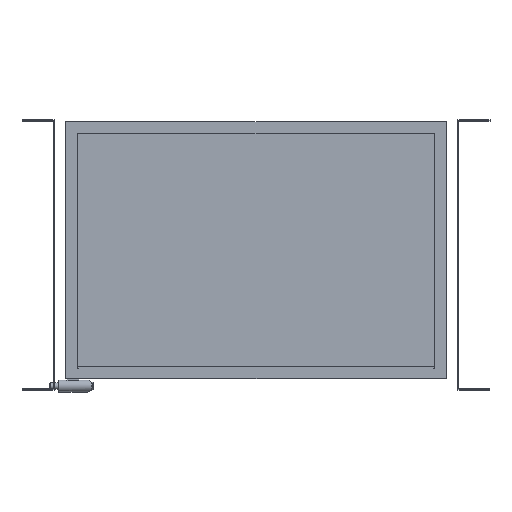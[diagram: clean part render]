
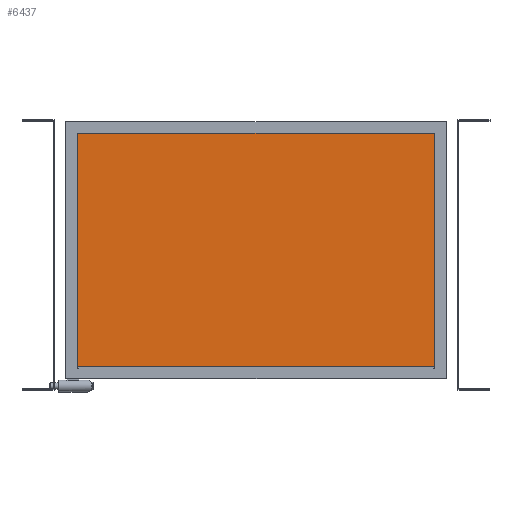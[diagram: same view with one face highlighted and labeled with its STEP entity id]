
A CAD part, top view. The second image highlights one B-rep face of the part: STEP entity #6437.
In plain terms, the highlighted planar face has unit normal (0, 0, 1).
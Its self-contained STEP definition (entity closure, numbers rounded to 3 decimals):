
#507=PLANE('',#6940);
#803=FACE_OUTER_BOUND('',#1154,.T.);
#1154=EDGE_LOOP('',(#5787,#5788,#5789,#5790));
#1792=LINE('',#11618,#2450);
#1796=LINE('',#11626,#2454);
#1799=LINE('',#11632,#2457);
#1802=LINE('',#11637,#2460);
#2450=VECTOR('',#8416,10.);
#2454=VECTOR('',#8422,10.);
#2457=VECTOR('',#8427,10.);
#2460=VECTOR('',#8432,10.);
#3183=VERTEX_POINT('',#11616);
#3184=VERTEX_POINT('',#11617);
#3187=VERTEX_POINT('',#11625);
#3189=VERTEX_POINT('',#11631);
#4086=EDGE_CURVE('',#3183,#3184,#1792,.T.);
#4090=EDGE_CURVE('',#3187,#3183,#1796,.T.);
#4093=EDGE_CURVE('',#3184,#3189,#1799,.T.);
#4096=EDGE_CURVE('',#3189,#3187,#1802,.T.);
#5787=ORIENTED_EDGE('',*,*,#4093,.T.);
#5788=ORIENTED_EDGE('',*,*,#4096,.T.);
#5789=ORIENTED_EDGE('',*,*,#4090,.T.);
#5790=ORIENTED_EDGE('',*,*,#4086,.T.);
#6437=ADVANCED_FACE('',(#803),#507,.T.);
#6940=AXIS2_PLACEMENT_3D('',#11636,#8430,#8431);
#8416=DIRECTION('',(1.,0.,0.));
#8422=DIRECTION('',(0.,-1.,0.));
#8427=DIRECTION('',(0.,1.,0.));
#8430=DIRECTION('center_axis',(0.,0.,
1.));
#8431=DIRECTION('ref_axis',(1.,0.,0.));
#8432=DIRECTION('',(-1.,0.,0.));
#11616=CARTESIAN_POINT('',(-321.,-207.75,246.));
#11617=CARTESIAN_POINT('',(321.,-207.75,246.));
#11618=CARTESIAN_POINT('',(-161.25,-207.75,246.));
#11625=CARTESIAN_POINT('',(-321.,224.25,246.));
#11626=CARTESIAN_POINT('',(-321.,117.,246.));
#11631=CARTESIAN_POINT('',(321.,224.25,246.));
#11632=CARTESIAN_POINT('',(321.,-100.5,246.));
#11636=CARTESIAN_POINT('Origin',(0.,8.25,246.));
#11637=CARTESIAN_POINT('',(161.25,224.25,246.));
